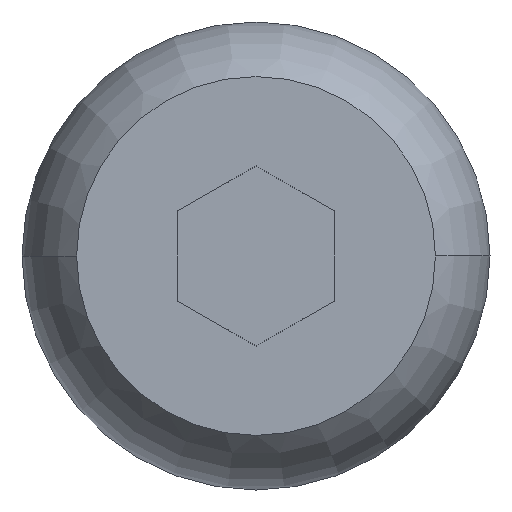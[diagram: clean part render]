
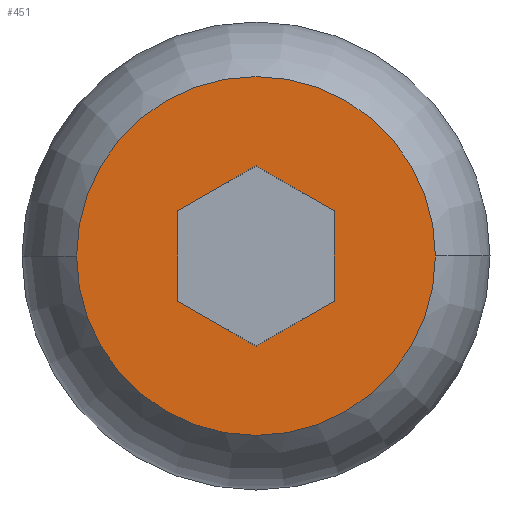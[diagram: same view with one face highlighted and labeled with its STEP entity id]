
A CAD part, left-side view. The second image highlights one B-rep face of the part: STEP entity #451.
In plain terms, the highlighted planar face has unit normal (-1, 0, 0).
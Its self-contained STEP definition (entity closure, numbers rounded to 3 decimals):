
#1 = LINE ( 'NONE', #50, #127 ) ;
#21 = CARTESIAN_POINT ( 'NONE',  ( 0., 1.25, -0.722 ) ) ;
#27 = PLANE ( 'NONE',  #652 ) ;
#29 = LINE ( 'NONE', #277, #208 ) ;
#36 = CARTESIAN_POINT ( 'NONE',  ( 0., 2.875, 0. ) ) ;
#44 = LINE ( 'NONE', #420, #169 ) ;
#50 = CARTESIAN_POINT ( 'NONE',  ( 0., 0., -1.443 ) ) ;
#87 = VERTEX_POINT ( 'NONE', #298 ) ;
#90 = ORIENTED_EDGE ( 'NONE', *, *, #301, .F. ) ;
#99 = ORIENTED_EDGE ( 'NONE', *, *, #264, .F. ) ;
#103 = DIRECTION ( 'NONE',  ( 0., 0., -1. ) ) ;
#110 = CARTESIAN_POINT ( 'NONE',  ( 0., 0., 0. ) ) ;
#122 = ORIENTED_EDGE ( 'NONE', *, *, #226, .F. ) ;
#127 = VECTOR ( 'NONE', #617, 1000. ) ;
#161 = EDGE_CURVE ( 'NONE', #659, #243, #552, .T. ) ;
#169 = VECTOR ( 'NONE', #103, 1000. ) ;
#184 = EDGE_CURVE ( 'NONE', #579, #350, #197, .T. ) ;
#197 = LINE ( 'NONE', #599, #621 ) ;
#203 = CARTESIAN_POINT ( 'NONE',  ( 0., 0., -1.443 ) ) ;
#208 = VECTOR ( 'NONE', #290, 1000. ) ;
#212 = CARTESIAN_POINT ( 'NONE',  ( 0., -1.25, -0.722 ) ) ;
#216 = CARTESIAN_POINT ( 'NONE',  ( 0., -2.875, 0. ) ) ;
#223 = CARTESIAN_POINT ( 'NONE',  ( 0., 0., 0. ) ) ;
#226 = EDGE_CURVE ( 'NONE', #87, #294, #649, .T. ) ;
#238 = VERTEX_POINT ( 'NONE', #620 ) ;
#243 = VERTEX_POINT ( 'NONE', #216 ) ;
#244 = DIRECTION ( 'NONE',  ( 0., -0.866, -0.5 ) ) ;
#259 = EDGE_CURVE ( 'NONE', #350, #87, #1, .T. ) ;
#264 = EDGE_CURVE ( 'NONE', #238, #579, #44, .T. ) ;
#269 = AXIS2_PLACEMENT_3D ( 'NONE', #597, #349, #397 ) ;
#277 = CARTESIAN_POINT ( 'NONE',  ( 0., 0., 1.443 ) ) ;
#278 = EDGE_LOOP ( 'NONE', ( #559, #90 ) ) ;
#290 = DIRECTION ( 'NONE',  ( 0., 0.866, -0.5 ) ) ;
#294 = VERTEX_POINT ( 'NONE', #578 ) ;
#298 = CARTESIAN_POINT ( 'NONE',  ( 0., -1.25, -0.722 ) ) ;
#301 = EDGE_CURVE ( 'NONE', #243, #659, #408, .T. ) ;
#349 = DIRECTION ( 'NONE',  ( 1., 0., 0. ) ) ;
#350 = VERTEX_POINT ( 'NONE', #203 ) ;
#352 = EDGE_LOOP ( 'NONE', ( #500, #510, #122, #526, #403, #99 ) ) ;
#397 = DIRECTION ( 'NONE',  ( 0., 1., 0. ) ) ;
#403 = ORIENTED_EDGE ( 'NONE', *, *, #184, .F. ) ;
#408 = CIRCLE ( 'NONE', #573, 2.875 ) ;
#409 = CARTESIAN_POINT ( 'NONE',  ( 0., 0., 1.443 ) ) ;
#420 = CARTESIAN_POINT ( 'NONE',  ( 0., 1.25, 0.722 ) ) ;
#431 = VECTOR ( 'NONE', #642, 1000. ) ;
#451 = ADVANCED_FACE ( 'NONE', ( #495, #534 ), #27, .T. ) ;
#467 = DIRECTION ( 'NONE',  ( 0., 0., 1. ) ) ;
#495 = FACE_BOUND ( 'NONE', #352, .T. ) ;
#500 = ORIENTED_EDGE ( 'NONE', *, *, #570, .F. ) ;
#510 = ORIENTED_EDGE ( 'NONE', *, *, #515, .F. ) ;
#515 = EDGE_CURVE ( 'NONE', #294, #607, #551, .T. ) ;
#524 = DIRECTION ( 'NONE',  ( 1., 0., 0. ) ) ;
#526 = ORIENTED_EDGE ( 'NONE', *, *, #259, .F. ) ;
#527 = VECTOR ( 'NONE', #467, 1000. ) ;
#532 = DIRECTION ( 'NONE',  ( -1., 0., 0. ) ) ;
#534 = FACE_OUTER_BOUND ( 'NONE', #278, .T. ) ;
#536 = CARTESIAN_POINT ( 'NONE',  ( 0., -1.25, 0.722 ) ) ;
#551 = LINE ( 'NONE', #536, #431 ) ;
#552 = CIRCLE ( 'NONE', #269, 2.875 ) ;
#559 = ORIENTED_EDGE ( 'NONE', *, *, #161, .F. ) ;
#570 = EDGE_CURVE ( 'NONE', #607, #238, #29, .T. ) ;
#573 = AXIS2_PLACEMENT_3D ( 'NONE', #110, #524, #663 ) ;
#578 = CARTESIAN_POINT ( 'NONE',  ( 0., -1.25, 0.722 ) ) ;
#579 = VERTEX_POINT ( 'NONE', #21 ) ;
#597 = CARTESIAN_POINT ( 'NONE',  ( 0., 0., 0. ) ) ;
#599 = CARTESIAN_POINT ( 'NONE',  ( 0., 1.25, -0.722 ) ) ;
#607 = VERTEX_POINT ( 'NONE', #409 ) ;
#617 = DIRECTION ( 'NONE',  ( 0., -0.866, 0.5 ) ) ;
#620 = CARTESIAN_POINT ( 'NONE',  ( 0., 1.25, 0.722 ) ) ;
#621 = VECTOR ( 'NONE', #244, 1000. ) ;
#627 = DIRECTION ( 'NONE',  ( 0., -1., 0. ) ) ;
#642 = DIRECTION ( 'NONE',  ( 0., 0.866, 0.5 ) ) ;
#649 = LINE ( 'NONE', #212, #527 ) ;
#652 = AXIS2_PLACEMENT_3D ( 'NONE', #223, #532, #627 ) ;
#659 = VERTEX_POINT ( 'NONE', #36 ) ;
#663 = DIRECTION ( 'NONE',  ( 0., 1., 0. ) ) ;
